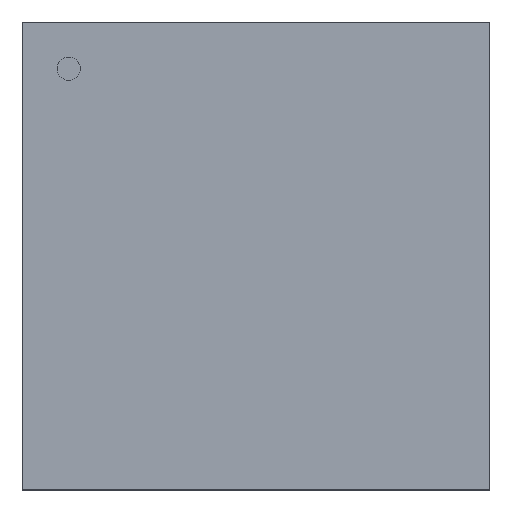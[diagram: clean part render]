
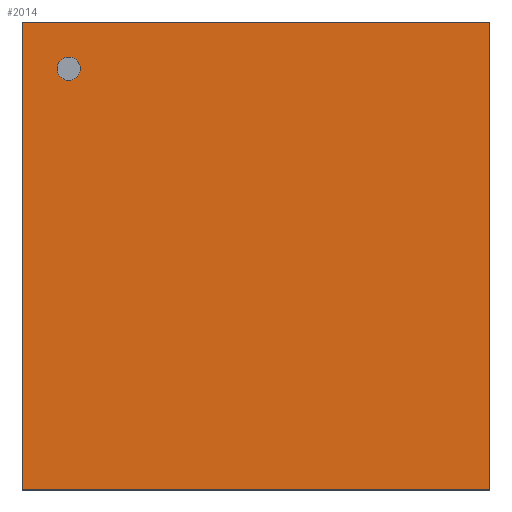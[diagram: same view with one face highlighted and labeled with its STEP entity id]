
A CAD part, top view. The second image highlights one B-rep face of the part: STEP entity #2014.
In plain terms, the highlighted planar face has unit normal (0, 0, 1).
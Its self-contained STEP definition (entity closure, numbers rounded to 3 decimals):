
#1790=CARTESIAN_POINT('',(3.531,-3.531,0.61));
#1789=VERTEX_POINT('',#1790);
#1800=CARTESIAN_POINT('',(-3.531,-3.531,0.61));
#1799=VERTEX_POINT('',#1800);
#1798=EDGE_CURVE('',#1799,#1789,#1803,.T.);
#1803=LINE('',#1800,#1805);
#1805=VECTOR('',#1806,7.061);
#1806=DIRECTION('',(1.0,0.0,0.0));
#1839=CARTESIAN_POINT('',(3.531,3.531,0.61));
#1838=VERTEX_POINT('',#1839);
#1847=EDGE_CURVE('',#1789,#1838,#1852,.T.);
#1852=LINE('',#1790,#1854);
#1854=VECTOR('',#1855,7.061);
#1855=DIRECTION('',(0.0,1.0,0.0));
#1888=CARTESIAN_POINT('',(-3.531,3.531,0.61));
#1887=VERTEX_POINT('',#1888);
#1896=EDGE_CURVE('',#1838,#1887,#1901,.T.);
#1901=LINE('',#1839,#1903);
#1903=VECTOR('',#1904,7.061);
#1904=DIRECTION('',(-1.0,0.0,0.0));
#1945=EDGE_CURVE('',#1887,#1799,#1950,.T.);
#1950=LINE('',#1888,#1952);
#1952=VECTOR('',#1953,7.061);
#1953=DIRECTION('',(0.0,-1.0,0.0));
#2014=ADVANCED_FACE('',(#2020),#2015,.T.);
#2015=PLANE('',#2016);
#2016=AXIS2_PLACEMENT_3D('',#2017,#2018,#2019);
#2017=CARTESIAN_POINT('',(-3.531,-3.531,0.61));
#2018=DIRECTION('',(0.0,0.0,1.0));
#2019=DIRECTION('',(0.,1.,0.));
#2020=FACE_OUTER_BOUND('',#2021,.T.);
#2021=EDGE_LOOP('',(#2022,#2032,#2042,#2052));
#2022=ORIENTED_EDGE('',*,*,#1798,.T.);
#2032=ORIENTED_EDGE('',*,*,#1847,.T.);
#2042=ORIENTED_EDGE('',*,*,#1896,.T.);
#2052=ORIENTED_EDGE('',*,*,#1945,.T.);
